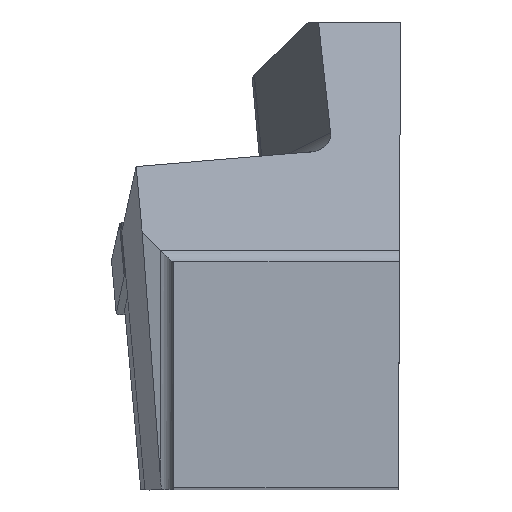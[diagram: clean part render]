
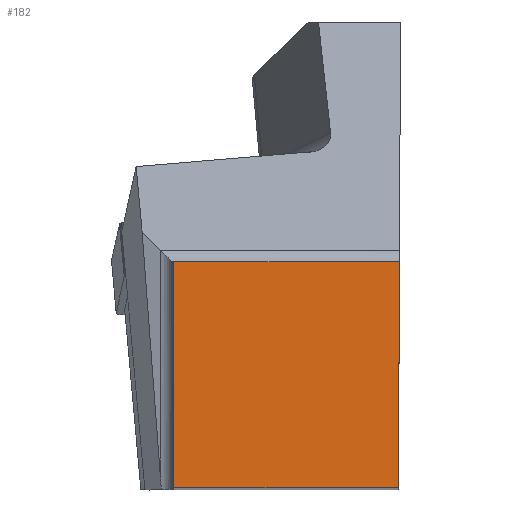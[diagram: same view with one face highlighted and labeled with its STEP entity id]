
A CAD part, top view. The second image highlights one B-rep face of the part: STEP entity #182.
In plain terms, the highlighted planar face has unit normal (0, 0, 1).
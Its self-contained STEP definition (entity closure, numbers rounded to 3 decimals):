
#140=FACE_OUTER_BOUND('',#416,.T.);
#182=ADVANCED_FACE('SHANK_FACE_BACK',(#140),#217,.F.);
#217=PLANE('',#983);
#257=LINE('',#1434,#332);
#268=LINE('',#1462,#343);
#289=LINE('',#1530,#364);
#290=LINE('',#1532,#365);
#332=VECTOR('',#1114,1.);
#343=VECTOR('',#1133,1.);
#364=VECTOR('',#1186,1.);
#365=VECTOR('',#1187,1.);
#416=EDGE_LOOP('',(#572,#573,#574,#575));
#572=ORIENTED_EDGE('',*,*,#818,.F.);
#573=ORIENTED_EDGE('',*,*,#776,.T.);
#574=ORIENTED_EDGE('',*,*,#790,.T.);
#575=ORIENTED_EDGE('',*,*,#819,.F.);
#693=VERTEX_POINT('',#1433);
#694=VERTEX_POINT('',#1435);
#706=VERTEX_POINT('',#1461);
#722=VERTEX_POINT('',#1531);
#776=EDGE_CURVE('',#694,#693,#257,.T.);
#790=EDGE_CURVE('',#693,#706,#268,.T.);
#818=EDGE_CURVE('',#694,#722,#289,.T.);
#819=EDGE_CURVE('',#722,#706,#290,.T.);
#983=AXIS2_PLACEMENT_3D('',#1533,#1188,#1189);
#1114=DIRECTION('',(1.,0.,0.));
#1133=DIRECTION('',(0.004,1.,0.));
#1186=DIRECTION('',(0.,1.,0.));
#1187=DIRECTION('',(1.,0.,0.));
#1188=DIRECTION('',(0.,0.,-1.));
#1189=DIRECTION('',(-0.996,-0.089,0.));
#1433=CARTESIAN_POINT('',(-0.087,0.,0.));
#1434=CARTESIAN_POINT('',(-27.991,0.,0.));
#1435=CARTESIAN_POINT('',(-19.875,0.,0.));
#1461=CARTESIAN_POINT('',(0.,19.875,0.));
#1462=CARTESIAN_POINT('',(-0.689,-137.944,0.));
#1530=CARTESIAN_POINT('',(-19.875,-6.494,0.));
#1531=CARTESIAN_POINT('',(-19.875,19.875,0.));
#1532=CARTESIAN_POINT('',(-27.991,19.875,0.));
#1533=CARTESIAN_POINT('',(0.,0.,0.));
